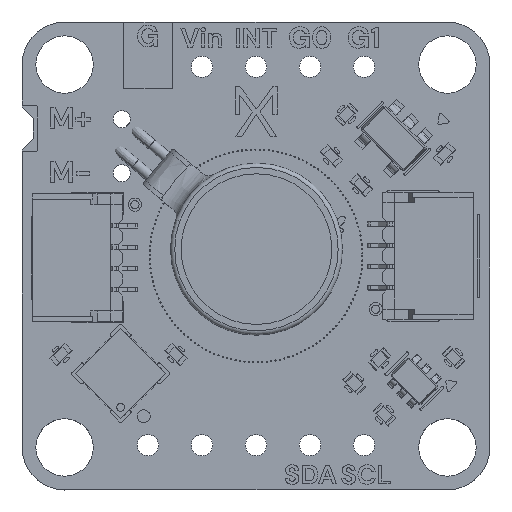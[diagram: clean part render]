
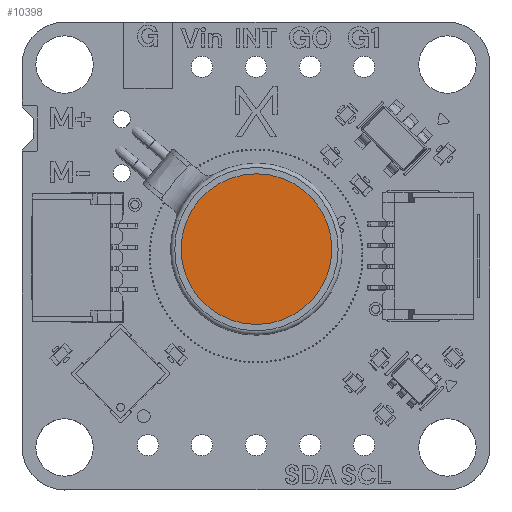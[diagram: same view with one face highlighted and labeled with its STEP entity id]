
A CAD part, top view. The second image highlights one B-rep face of the part: STEP entity #10398.
In plain terms, the highlighted planar face has unit normal (0, 0, 1).
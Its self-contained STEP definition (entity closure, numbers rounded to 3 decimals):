
#10369 = EDGE_CURVE('',#10370,#10370,#10372,.T.);
#10370 = VERTEX_POINT('',#10371);
#10371 = CARTESIAN_POINT('',(11.747,-4.663,3.));
#10372 = CIRCLE('',#10373,3.544);
#10373 = AXIS2_PLACEMENT_3D('',#10374,#10375,#10376);
#10374 = CARTESIAN_POINT('',(15.292,-4.663,3.));
#10375 = DIRECTION('',(0.,0.,1.));
#10376 = DIRECTION('',(1.,0.,-0.));
#10398 = ADVANCED_FACE('',(#10399),#10402,.T.);
#10399 = FACE_BOUND('',#10400,.T.);
#10400 = EDGE_LOOP('',(#10401));
#10401 = ORIENTED_EDGE('',*,*,#10369,.T.);
#10402 = PLANE('',#10403);
#10403 = AXIS2_PLACEMENT_3D('',#10404,#10405,#10406);
#10404 = CARTESIAN_POINT('',(15.292,-4.663,3.));
#10405 = DIRECTION('',(0.,0.,1.));
#10406 = DIRECTION('',(1.,0.,-0.));
